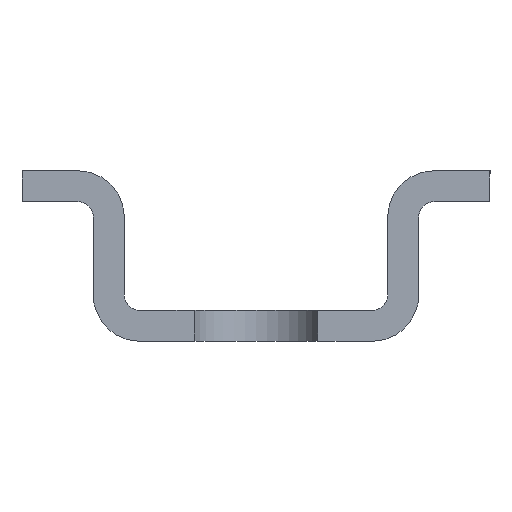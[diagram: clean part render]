
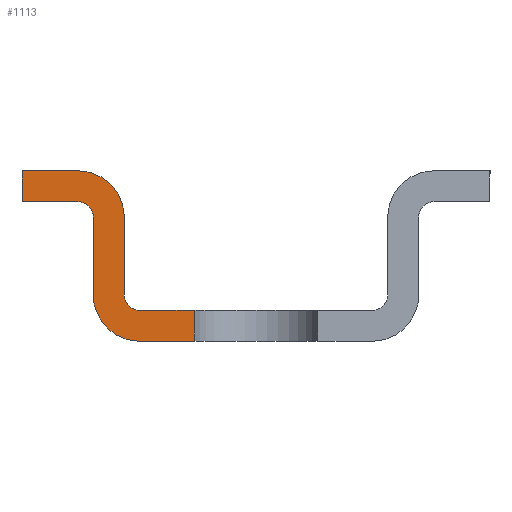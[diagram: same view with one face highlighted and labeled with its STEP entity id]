
A CAD part, left-side view. The second image highlights one B-rep face of the part: STEP entity #1113.
In plain terms, the highlighted planar face has unit normal (-1, 0, 0).
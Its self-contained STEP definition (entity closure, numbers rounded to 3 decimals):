
#53=FACE_OUTER_BOUND('',#111,.T.);
#111=EDGE_LOOP('',(#745,#746,#747,#748,#749,#750,#751,#752,#753,#754,#755,
#756));
#181=LINE('',#1645,#297);
#182=LINE('',#1647,#298);
#183=LINE('',#1649,#299);
#184=LINE('',#1653,#300);
#185=LINE('',#1657,#301);
#186=LINE('',#1659,#302);
#187=LINE('',#1661,#303);
#188=LINE('',#1664,#304);
#297=VECTOR('',#1307,10.);
#298=VECTOR('',#1308,10.);
#299=VECTOR('',#1309,10.);
#300=VECTOR('',#1312,10.);
#301=VECTOR('',#1315,10.);
#302=VECTOR('',#1316,10.);
#303=VECTOR('',#1317,10.);
#304=VECTOR('',#1320,10.);
#413=CIRCLE('',#1192,1.5);
#414=CIRCLE('',#1193,0.5);
#415=CIRCLE('',#1194,1.5);
#416=CIRCLE('',#1195,0.5);
#465=VERTEX_POINT('',#1641);
#466=VERTEX_POINT('',#1642);
#467=VERTEX_POINT('',#1644);
#468=VERTEX_POINT('',#1646);
#469=VERTEX_POINT('',#1648);
#470=VERTEX_POINT('',#1650);
#471=VERTEX_POINT('',#1652);
#472=VERTEX_POINT('',#1654);
#473=VERTEX_POINT('',#1656);
#474=VERTEX_POINT('',#1658);
#475=VERTEX_POINT('',#1660);
#476=VERTEX_POINT('',#1662);
#577=EDGE_CURVE('',#465,#466,#413,.T.);
#578=EDGE_CURVE('',#467,#465,#181,.T.);
#579=EDGE_CURVE('',#468,#467,#182,.T.);
#580=EDGE_CURVE('',#469,#468,#183,.T.);
#581=EDGE_CURVE('',#470,#469,#414,.T.);
#582=EDGE_CURVE('',#471,#470,#184,.T.);
#583=EDGE_CURVE('',#472,#471,#415,.T.);
#584=EDGE_CURVE('',#473,#472,#185,.T.);
#585=EDGE_CURVE('',#474,#473,#186,.T.);
#586=EDGE_CURVE('',#475,#474,#187,.T.);
#587=EDGE_CURVE('',#476,#475,#416,.T.);
#588=EDGE_CURVE('',#466,#476,#188,.T.);
#745=ORIENTED_EDGE('',*,*,#577,.F.);
#746=ORIENTED_EDGE('',*,*,#578,.F.);
#747=ORIENTED_EDGE('',*,*,#579,.F.);
#748=ORIENTED_EDGE('',*,*,#580,.F.);
#749=ORIENTED_EDGE('',*,*,#581,.F.);
#750=ORIENTED_EDGE('',*,*,#582,.F.);
#751=ORIENTED_EDGE('',*,*,#583,.F.);
#752=ORIENTED_EDGE('',*,*,#584,.F.);
#753=ORIENTED_EDGE('',*,*,#585,.F.);
#754=ORIENTED_EDGE('',*,*,#586,.F.);
#755=ORIENTED_EDGE('',*,*,#587,.F.);
#756=ORIENTED_EDGE('',*,*,#588,.F.);
#1081=PLANE('',#1191);
#1113=ADVANCED_FACE('',(#53),#1081,.F.);
#1191=AXIS2_PLACEMENT_3D('',#1640,#1303,#1304);
#1192=AXIS2_PLACEMENT_3D('',#1643,#1305,#1306);
#1193=AXIS2_PLACEMENT_3D('',#1651,#1310,#1311);
#1194=AXIS2_PLACEMENT_3D('',#1655,#1313,#1314);
#1195=AXIS2_PLACEMENT_3D('',#1663,#1318,#1319);
#1303=DIRECTION('center_axis',(1.,0.,0.));
#1304=DIRECTION('ref_axis',(0.,-1.,0.));
#1305=DIRECTION('center_axis',(1.,0.,0.));
#1306=DIRECTION('ref_axis',(0.,0.,1.));
#1307=DIRECTION('',(0.,-1.,0.));
#1308=DIRECTION('',(0.,0.,1.));
#1309=DIRECTION('',(0.,1.,0.));
#1310=DIRECTION('center_axis',(-1.,0.,0.));
#1311=DIRECTION('ref_axis',(0.,0.,-1.));
#1312=DIRECTION('',(0.,0.,1.));
#1313=DIRECTION('center_axis',(1.,0.,0.));
#1314=DIRECTION('ref_axis',(0.,0.,-1.));
#1315=DIRECTION('',(0.,1.,0.));
#1316=DIRECTION('',(0.,0.,-1.));
#1317=DIRECTION('',(0.,-1.,0.));
#1318=DIRECTION('center_axis',(-1.,0.,0.));
#1319=DIRECTION('ref_axis',(0.,0.,1.));
#1320=DIRECTION('',(0.,0.,-1.));
#1640=CARTESIAN_POINT('Origin',(425.,109.357,5.5));
#1641=CARTESIAN_POINT('',(425.,5.75,5.5));
#1642=CARTESIAN_POINT('',(425.,4.25,4.));
#1643=CARTESIAN_POINT('Origin',(425.,5.75,4.));
#1644=CARTESIAN_POINT('',(425.,7.55,5.5));
#1645=CARTESIAN_POINT('',(425.,57.554,5.5));
#1646=CARTESIAN_POINT('',(425.,7.55,4.5));
#1647=CARTESIAN_POINT('',(425.,7.55,5.5));
#1648=CARTESIAN_POINT('',(425.,5.75,4.5));
#1649=CARTESIAN_POINT('',(425.,58.454,4.5));
#1650=CARTESIAN_POINT('',(425.,5.25,4.));
#1651=CARTESIAN_POINT('Origin',(425.,5.75,4.));
#1652=CARTESIAN_POINT('',(425.,5.25,1.5));
#1653=CARTESIAN_POINT('',(425.,5.25,4.75));
#1654=CARTESIAN_POINT('',(425.,3.75,0.));
#1655=CARTESIAN_POINT('Origin',(425.,3.75,1.5));
#1656=CARTESIAN_POINT('',(425.,1.997,0.));
#1657=CARTESIAN_POINT('',(425.,56.554,0.));
#1658=CARTESIAN_POINT('',(425.,1.997,1.));
#1659=CARTESIAN_POINT('',(425.,1.997,0.));
#1660=CARTESIAN_POINT('',(425.,3.75,1.));
#1661=CARTESIAN_POINT('',(425.,52.804,1.));
#1662=CARTESIAN_POINT('',(425.,4.25,1.5));
#1663=CARTESIAN_POINT('Origin',(425.,3.75,1.5));
#1664=CARTESIAN_POINT('',(425.,4.25,3.5));
